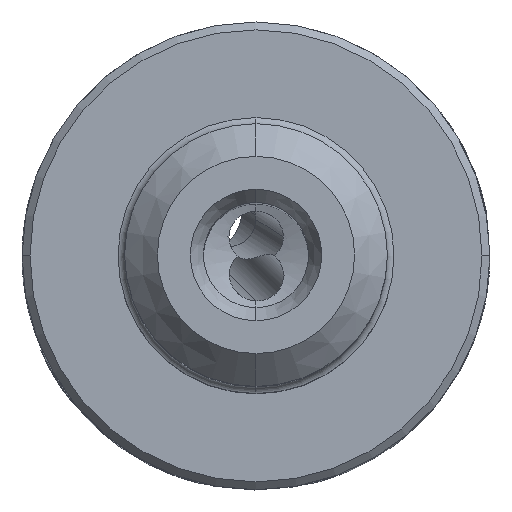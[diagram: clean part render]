
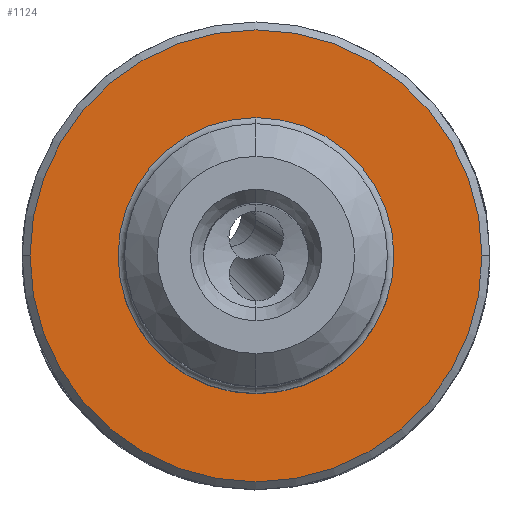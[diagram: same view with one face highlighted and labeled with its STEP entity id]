
A CAD part, top view. The second image highlights one B-rep face of the part: STEP entity #1124.
In plain terms, the highlighted planar face has unit normal (0, 0, 1).
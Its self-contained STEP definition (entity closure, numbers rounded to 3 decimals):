
#1124=ADVANCED_FACE('',(#1421,#1422),#1351,.T.);
#1351=PLANE('',#4538);
#1421=FACE_BOUND('',#1458,.T.);
#1422=FACE_BOUND('',#1459,.T.);
#1458=EDGE_LOOP('',(#1762,#1763));
#1459=EDGE_LOOP('',(#1764,#1765));
#1762=ORIENTED_EDGE('',*,*,#3523,.T.);
#1763=ORIENTED_EDGE('',*,*,#3524,.T.);
#1764=ORIENTED_EDGE('',*,*,#3522,.F.);
#1765=ORIENTED_EDGE('',*,*,#3525,.F.);
#3064=VERTEX_POINT('',#6307);
#3065=VERTEX_POINT('',#6309);
#3066=VERTEX_POINT('',#6313);
#3067=VERTEX_POINT('',#6314);
#3522=EDGE_CURVE('',#3065,#3064,#4187,.T.);
#3523=EDGE_CURVE('',#3066,#3067,#4188,.T.);
#3524=EDGE_CURVE('',#3067,#3066,#4189,.T.);
#3525=EDGE_CURVE('',#3064,#3065,#4190,.T.);
#4187=CIRCLE('',#4533,5.25);
#4188=CIRCLE('',#4535,8.6);
#4189=CIRCLE('',#4536,8.6);
#4190=CIRCLE('',#4537,5.25);
#4533=AXIS2_PLACEMENT_3D('',#6310,#5106,#5107);
#4535=AXIS2_PLACEMENT_3D('',#6312,#5110,#5111);
#4536=AXIS2_PLACEMENT_3D('',#6315,#5112,#5113);
#4537=AXIS2_PLACEMENT_3D('',#6316,#5114,#5115);
#4538=AXIS2_PLACEMENT_3D('',#6317,#5116,#5117);
#5106=DIRECTION('',(0.,0.,1.));
#5107=DIRECTION('',(1.,0.,0.));
#5110=DIRECTION('',(0.,0.,1.));
#5111=DIRECTION('',(-1.,0.,0.));
#5112=DIRECTION('',(0.,0.,1.));
#5113=DIRECTION('',(1.,0.,0.));
#5114=DIRECTION('',(0.,0.,1.));
#5115=DIRECTION('',(-1.,0.,0.));
#5116=DIRECTION('',(0.,0.,1.));
#5117=DIRECTION('',(0.,-1.,0.));
#6307=CARTESIAN_POINT('',(-5.25,0.,0.));
#6309=CARTESIAN_POINT('',(5.25,0.,0.));
#6310=CARTESIAN_POINT('',(0.,0.,0.));
#6312=CARTESIAN_POINT('',(0.,0.,0.));
#6313=CARTESIAN_POINT('',(-8.6,0.,0.));
#6314=CARTESIAN_POINT('',(8.6,0.,0.));
#6315=CARTESIAN_POINT('',(0.,0.,0.));
#6316=CARTESIAN_POINT('',(0.,0.,0.));
#6317=CARTESIAN_POINT('',(0.,0.,0.));
